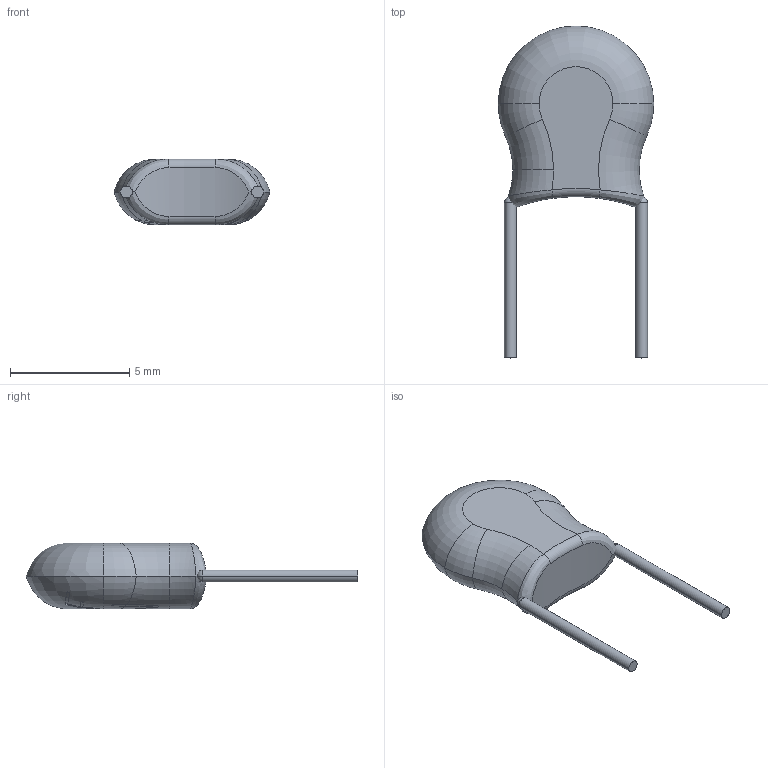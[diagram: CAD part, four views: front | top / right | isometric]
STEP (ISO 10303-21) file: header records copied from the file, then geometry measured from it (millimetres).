
FILE_DESCRIPTION (( 'STEP AP214' ), '1' );
FILE_NAME ('Hitano 3.3nF 2kV Y5P Z (D 8.5mm).STEP', '2024-09-03T11:33:57', ( '' ), ( '' ), 'SwSTEP 2.0', 'SolidWorks 2021', '' );
FILE_SCHEMA (( 'AUTOMOTIVE_DESIGN' ));
Length unit declared in the file: millimetre
Products named in the file (1): Hitano 3.3nF 2kV Y5P Z (D 8.5mm)
Bounding box: 6.52 x 13.92 x 2.75 mm (x, y, z)
Volume: 91.4 mm3; surface area: 137.2 mm2
Topology: 3 solids, 3 shells, 260 faces, 714 edges, 463 vertices
Faces by surface type: bspline 208, torus 27, plane 19, cylinder 6
Entity records: 15258 total; most frequent: CARTESIAN_POINT 7738, ORIENTED_EDGE 1428, EDGE_CURVE 714, B_SPLINE_CURVE_WITH_KNOTS 555, VERTEX_POINT 463, DIRECTION 331, EDGE_LOOP 263, FACE_OUTER_BOUND 260
